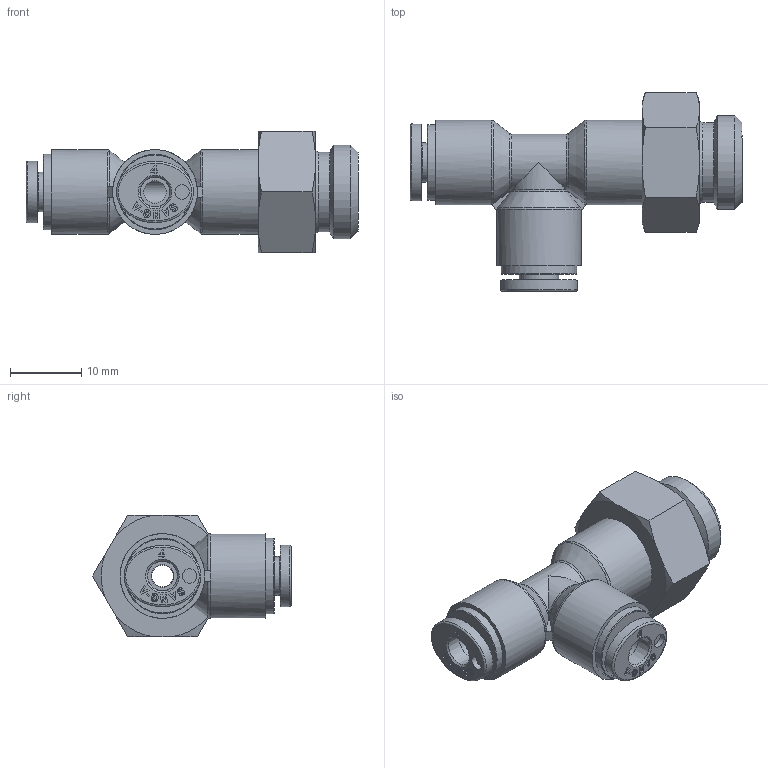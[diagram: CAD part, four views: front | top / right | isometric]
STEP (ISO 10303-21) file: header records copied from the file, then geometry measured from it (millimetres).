
FILE_DESCRIPTION((''),'2;1');
FILE_NAME('CR-PST 04G02.stp','2020-08-25T14:49:55',('user'),(''),'Autodesk Inventor 2013','Autodesk Inventor 2013','');
FILE_SCHEMA(('AUTOMOTIVE_DESIGN { 1 0 10303 214 1 1 1 1 }'));
Length unit declared in the file: millimetre
Products named in the file (6): 조립품6; CR-COLLAR 04; HR-Collar 04L(SUS); CR-SLEEVE 04; CR-PUT 04 BODY; HR-PL BODY 04G02
Assembly tree (6 placements, depth 3):
  조립품6
    CR-COLLAR 04  x2
      HR-Collar 04L(SUS)
      CR-SLEEVE 04
    CR-PUT 04 BODY
    HR-PL BODY 04G02
Bounding box: 46.6 x 27.91 x 17 mm (x, y, z)
Volume: 6094.1 mm3; surface area: 4421.1 mm2
Topology: 6 solids, 6 shells, 301 faces, 773 edges, 513 vertices
Faces by surface type: plane 190, bspline 40, cylinder 34, cone 29, torus 8
Full cylindrical faces by diameter (mm): 2 x2, 3 x1, 3.2 x2, 4.179 x2, 4.2 x3, 5.5 x2, 10.6 x2, 11.2 x1, 11.9 x3, 13.157 x1
Entity records: 5934 total; most frequent: CARTESIAN_POINT 1534, ORIENTED_EDGE 872, DIRECTION 856, EDGE_CURVE 436, VERTEX_POINT 303, AXIS2_PLACEMENT_3D 299, VECTOR 258, LINE 258
